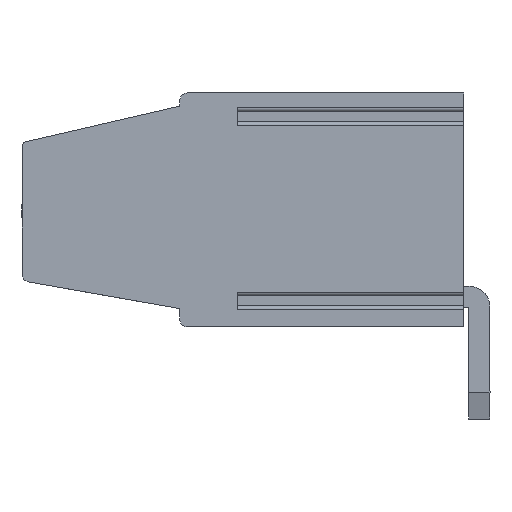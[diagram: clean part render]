
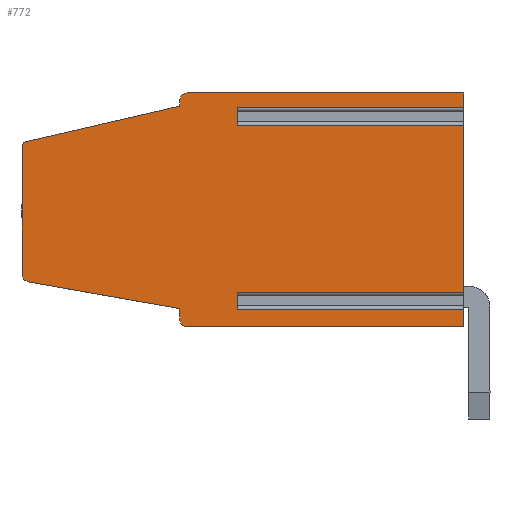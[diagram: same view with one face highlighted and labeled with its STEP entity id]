
A CAD part, left-side view. The second image highlights one B-rep face of the part: STEP entity #772.
In plain terms, the highlighted planar face has unit normal (-1, 0, 0).
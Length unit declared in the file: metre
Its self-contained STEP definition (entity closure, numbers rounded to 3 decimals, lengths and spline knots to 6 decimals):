
#772=ADVANCED_FACE('',(#1595),#1596,.T.);
#1595=FACE_OUTER_BOUND('',#2420,.T.);
#1596=PLANE('',#2421);
#2420=EDGE_LOOP('',(#4675,#4676,#4677,#4678,#4679,#4680,#4681,#4682,#4683,#4684,#4685,#4686,#4687,#4688,#4689,#4690,#4691,#4692,#4693,#4694));
#2421=AXIS2_PLACEMENT_3D('',#4695,#4696,#4697);
#4675=ORIENTED_EDGE('',*,*,#5507,.T.);
#4676=ORIENTED_EDGE('',*,*,#4952,.F.);
#4677=ORIENTED_EDGE('',*,*,#5253,.F.);
#4678=ORIENTED_EDGE('',*,*,#5577,.T.);
#4679=ORIENTED_EDGE('',*,*,#5503,.T.);
#4680=ORIENTED_EDGE('',*,*,#5012,.T.);
#4681=ORIENTED_EDGE('',*,*,#5170,.T.);
#4682=ORIENTED_EDGE('',*,*,#5638,.T.);
#4683=ORIENTED_EDGE('',*,*,#4786,.T.);
#4684=ORIENTED_EDGE('',*,*,#4814,.T.);
#4685=ORIENTED_EDGE('',*,*,#5568,.T.);
#4686=ORIENTED_EDGE('',*,*,#4990,.T.);
#4687=ORIENTED_EDGE('',*,*,#5663,.T.);
#4688=ORIENTED_EDGE('',*,*,#4983,.T.);
#4689=ORIENTED_EDGE('',*,*,#4779,.T.);
#4690=ORIENTED_EDGE('',*,*,#5595,.F.);
#4691=ORIENTED_EDGE('',*,*,#5512,.T.);
#4692=ORIENTED_EDGE('',*,*,#5650,.T.);
#4693=ORIENTED_EDGE('',*,*,#4966,.F.);
#4694=ORIENTED_EDGE('',*,*,#5151,.F.);
#4695=CARTESIAN_POINT('',(0.,0.0168,-0.00689));
#4696=DIRECTION('',(-1.0,0.,0.));
#4697=DIRECTION('',(0.,1.0,0.));
#4779=EDGE_CURVE('',#5676,#5681,#5683,.T.);
#4786=EDGE_CURVE('',#5694,#5695,#5696,.T.);
#4814=EDGE_CURVE('',#5695,#5744,#5745,.T.);
#4952=EDGE_CURVE('',#5990,#5991,#5992,.T.);
#4966=EDGE_CURVE('',#6014,#6015,#6016,.T.);
#4983=EDGE_CURVE('',#6041,#5676,#6045,.T.);
#4990=EDGE_CURVE('',#6056,#6057,#6058,.T.);
#5012=EDGE_CURVE('',#6093,#6094,#6095,.T.);
#5151=EDGE_CURVE('',#6320,#6014,#6322,.T.);
#5170=EDGE_CURVE('',#6094,#6352,#6353,.T.);
#5253=EDGE_CURVE('',#6475,#5990,#6477,.T.);
#5503=EDGE_CURVE('',#6821,#6093,#6822,.T.);
#5507=EDGE_CURVE('',#6320,#5991,#6827,.T.);
#5512=EDGE_CURVE('',#6834,#6832,#6835,.T.);
#5568=EDGE_CURVE('',#5744,#6056,#6902,.T.);
#5577=EDGE_CURVE('',#6475,#6821,#6911,.T.);
#5595=EDGE_CURVE('',#6834,#5681,#6930,.T.);
#5638=EDGE_CURVE('',#6352,#5694,#6977,.T.);
#5650=EDGE_CURVE('',#6832,#6015,#6989,.T.);
#5663=EDGE_CURVE('',#6057,#6041,#7002,.T.);
#5676=VERTEX_POINT('',#7015);
#5681=VERTEX_POINT('',#7021);
#5683=CIRCLE('',#7024,0.0003);
#5694=VERTEX_POINT('',#7039);
#5695=VERTEX_POINT('',#7040);
#5696=LINE('',#7041,#7042);
#5744=VERTEX_POINT('',#7109);
#5745=CIRCLE('',#7110,0.0002);
#5990=VERTEX_POINT('',#7451);
#5991=VERTEX_POINT('',#7452);
#5992=LINE('',#7453,#7454);
#6014=VERTEX_POINT('',#7484);
#6015=VERTEX_POINT('',#7485);
#6016=LINE('',#7486,#7487);
#6041=VERTEX_POINT('',#7520);
#6045=LINE('',#7526,#7527);
#6056=VERTEX_POINT('',#7542);
#6057=VERTEX_POINT('',#7543);
#6058=CIRCLE('',#7544,0.0003);
#6093=VERTEX_POINT('',#7590);
#6094=VERTEX_POINT('',#7591);
#6095=LINE('',#7592,#7593);
#6320=VERTEX_POINT('',#7917);
#6322=LINE('',#7919,#7920);
#6352=VERTEX_POINT('',#7959);
#6353=CIRCLE('',#7960,0.0003);
#6475=VERTEX_POINT('',#8129);
#6477=LINE('',#8131,#8132);
#6821=VERTEX_POINT('',#8639);
#6822=LINE('',#8640,#8641);
#6827=LINE('',#8647,#8648);
#6832=VERTEX_POINT('',#8654);
#6834=VERTEX_POINT('',#8656);
#6835=LINE('',#8657,#8658);
#6902=LINE('',#8756,#8757);
#6911=LINE('',#8770,#8771);
#6930=LINE('',#8796,#8797);
#6977=LINE('',#8855,#8856);
#6989=LINE('',#8872,#8873);
#7002=LINE('',#8888,#8889);
#7015=CARTESIAN_POINT('',(0.,0.0108,-0.0086));
#7021=CARTESIAN_POINT('',(0.,0.0105,-0.0089));
#7024=AXIS2_PLACEMENT_3D('',#8907,#8908,#8909);
#7039=CARTESIAN_POINT('',(0.,0.0108,-0.0005));
#7040=CARTESIAN_POINT('',(0.,0.016645,-0.001849));
#7041=CARTESIAN_POINT('',(0.,0.0108,-0.0005));
#7042=VECTOR('',#8914,1.0);
#7109=CARTESIAN_POINT('',(0.,0.0168,-0.002044));
#7110=AXIS2_PLACEMENT_3D('',#8939,#8940,#8941);
#7451=CARTESIAN_POINT('',(0.,0.0086,-0.00123));
#7452=CARTESIAN_POINT('',(0.,0.,-0.00123));
#7453=CARTESIAN_POINT('',(0.,0.,-0.00123));
#7454=VECTOR('',#9097,1.0);
#7484=CARTESIAN_POINT('',(0.,0.0086,-0.00757));
#7485=CARTESIAN_POINT('',(0.,0.0086,-0.00823));
#7486=CARTESIAN_POINT('',(0.,0.0086,-0.00823));
#7487=VECTOR('',#9112,1.0);
#7520=CARTESIAN_POINT('',(0.,0.0108,-0.0082));
#7526=CARTESIAN_POINT('',(0.,0.0108,-0.0082));
#7527=VECTOR('',#9135,1.0);
#7542=CARTESIAN_POINT('',(0.,0.0168,-0.00689));
#7543=CARTESIAN_POINT('',(0.,0.016552,-0.007186));
#7544=AXIS2_PLACEMENT_3D('',#9140,#9141,#9142);
#7590=CARTESIAN_POINT('',(0.0,0.0,0.0));
#7591=CARTESIAN_POINT('',(0.,0.0105,0.));
#7592=CARTESIAN_POINT('',(0.0,0.0,0.0));
#7593=VECTOR('',#9169,1.0);
#7917=CARTESIAN_POINT('',(0.,0.,-0.00757));
#7919=CARTESIAN_POINT('',(0.0,0.,-0.00757));
#7920=VECTOR('',#9305,1.0);
#7959=CARTESIAN_POINT('',(0.,0.0108,-0.0003));
#7960=AXIS2_PLACEMENT_3D('',#9327,#9328,#9329);
#8129=CARTESIAN_POINT('',(0.,0.0086,-0.00057));
#8131=CARTESIAN_POINT('',(0.,0.0086,-0.00123));
#8132=VECTOR('',#9422,1.0);
#8639=CARTESIAN_POINT('',(0.,0.,-0.00057));
#8640=CARTESIAN_POINT('',(0.0,0.,-0.008915));
#8641=VECTOR('',#9668,1.0);
#8647=CARTESIAN_POINT('',(0.0,0.,-0.008915));
#8648=VECTOR('',#9676,1.0);
#8654=CARTESIAN_POINT('',(0.,0.,-0.00823));
#8656=CARTESIAN_POINT('',(0.0,0.,-0.0089));
#8657=CARTESIAN_POINT('',(0.0,0.,-0.008915));
#8658=VECTOR('',#9687,1.0);
#8756=CARTESIAN_POINT('',(0.,0.0168,-0.002044));
#8757=VECTOR('',#9734,1.0);
#8770=CARTESIAN_POINT('',(0.,0.,-0.00057));
#8771=VECTOR('',#9742,1.0);
#8796=CARTESIAN_POINT('',(0.,0.0051,-0.0089));
#8797=VECTOR('',#9755,1.0);
#8855=CARTESIAN_POINT('',(0.,0.0108,-0.0003));
#8856=VECTOR('',#9776,1.0);
#8872=CARTESIAN_POINT('',(0.0,0.,-0.00823));
#8873=VECTOR('',#9781,1.0);
#8888=CARTESIAN_POINT('',(0.,0.016552,-0.007186));
#8889=VECTOR('',#9784,1.0);
#8907=CARTESIAN_POINT('',(0.,0.0105,-0.0086));
#8908=DIRECTION('',(-1.0,0.,0.));
#8909=DIRECTION('',(0.,-1.0,0.));
#8914=DIRECTION('',(0.,0.974,-0.225));
#8939=CARTESIAN_POINT('',(0.,0.0166,-0.002044));
#8940=DIRECTION('',(-1.0,0.,0.));
#8941=DIRECTION('',(0.,-1.0,0.));
#9097=DIRECTION('',(0.,-1.0,0.));
#9112=DIRECTION('',(0.,0.,-1.0));
#9135=DIRECTION('',(0.,0.,-1.0));
#9140=CARTESIAN_POINT('',(0.,0.0165,-0.00689));
#9141=DIRECTION('',(-1.0,0.,0.));
#9142=DIRECTION('',(0.,-1.0,0.));
#9169=DIRECTION('',(0.,1.0,0.));
#9305=DIRECTION('',(0.,1.0,0.));
#9327=CARTESIAN_POINT('',(0.,0.0105,-0.0003));
#9328=DIRECTION('',(-1.0,0.,0.));
#9329=DIRECTION('',(0.,-1.0,0.));
#9422=DIRECTION('',(0.,0.,-1.0));
#9668=DIRECTION('',(0.,0.,1.0));
#9676=DIRECTION('',(0.,0.,1.0));
#9687=DIRECTION('',(0.,0.,1.0));
#9734=DIRECTION('',(0.,0.,-1.0));
#9742=DIRECTION('',(0.,-1.0,0.));
#9755=DIRECTION('',(0.,1.0,0.));
#9776=DIRECTION('',(0.,0.,-1.0));
#9781=DIRECTION('',(0.,1.0,0.));
#9784=DIRECTION('',(0.,-0.985,-0.174));
